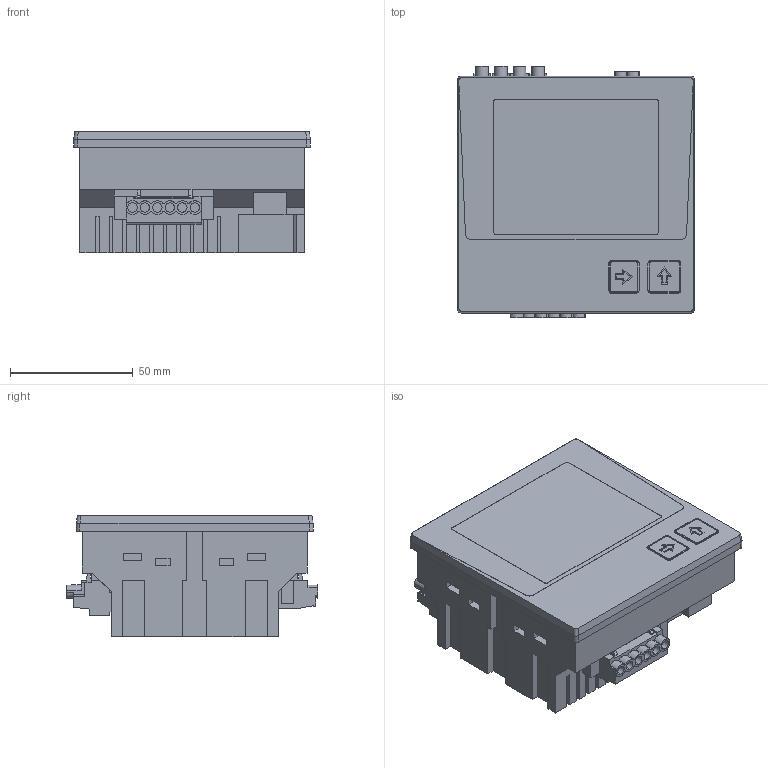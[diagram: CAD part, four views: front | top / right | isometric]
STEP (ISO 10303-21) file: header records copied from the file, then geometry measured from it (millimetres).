
FILE_DESCRIPTION(('CATIA V5R24 STEP','CAx-IF Rec.Pracs.--- Model Styling and Organization---1.2---2011-12-15'),'2;1');
FILE_NAME ('12949283_2', '2018-05-04T12:20:44+00:00', ('Weidmueller Interface'), ('Weidmueller'), 'CATIA Version 5-6 Release 2014 SP4', 'CATIA V5 STEP AP214', 'none');
FILE_SCHEMA(('AUTOMOTIVE_DESIGN { 1 0 10303 214 1 1 1 1 }'));
Length unit declared in the file: millimetre
Products named in the file (1): 2540890000
Bounding box: 96.5 x 102.39 x 49.65 mm (x, y, z)
Volume: 367704.6 mm3; surface area: 65400.1 mm2
Topology: 23 solids, 23 shells, 1345 faces, 3904 edges, 2677 vertices
Faces by surface type: plane 1108, cylinder 200, extrusion 29, bspline 8
Entity records: 44435 total; most frequent: CARTESIAN_POINT 9588, ORIENTED_EDGE 7808, DIRECTION 5412, EDGE_CURVE 3903, VECTOR 3238, LINE 3209, VERTEX_POINT 2675, EDGE_LOOP 1427
